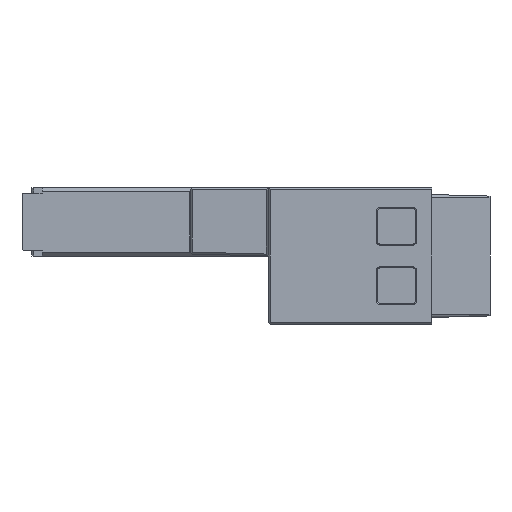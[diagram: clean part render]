
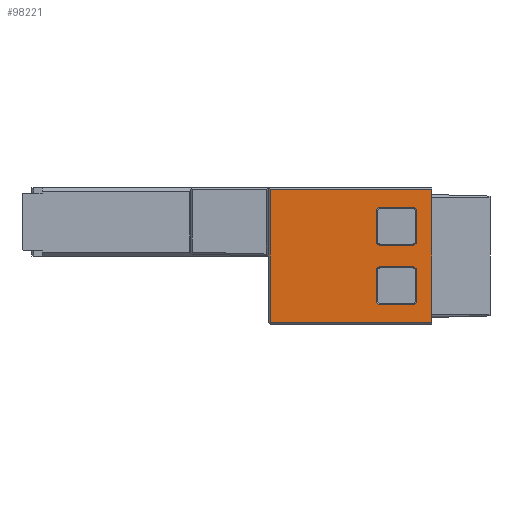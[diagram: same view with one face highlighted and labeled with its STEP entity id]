
A CAD part, left-side view. The second image highlights one B-rep face of the part: STEP entity #98221.
In plain terms, the highlighted face is planar.
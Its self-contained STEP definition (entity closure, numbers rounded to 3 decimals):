
#26246=DIRECTION('',(0.,0.,-1.));
#26247=VECTOR('',#26246,35.);
#26248=CARTESIAN_POINT('',(122.25,-43.,17.5));
#26249=LINE('',#26248,#26247);
#48952=CARTESIAN_POINT('',(122.25,-29.7,4.05));
#48953=DIRECTION('',(-1.,0.,0.));
#48954=DIRECTION('',(0.,1.,0.));
#48955=AXIS2_PLACEMENT_3D('',#48952,#48953,#48954);
#48957=DIRECTION('',(0.,0.,-1.));
#48958=VECTOR('',#48957,7.5);
#48959=CARTESIAN_POINT('',(122.25,-28.4,11.55));
#48960=LINE('',#48959,#48958);
#48961=CARTESIAN_POINT('',(122.25,-29.7,11.55));
#48962=DIRECTION('',(-1.,0.,0.));
#48963=DIRECTION('',(0.,0.,1.));
#48964=AXIS2_PLACEMENT_3D('',#48961,#48962,#48963);
#48966=DIRECTION('',(0.,1.,0.));
#48967=VECTOR('',#48966,8.1);
#48968=CARTESIAN_POINT('',(122.25,-37.8,12.85));
#48969=LINE('',#48968,#48967);
#48970=CARTESIAN_POINT('',(122.25,-37.8,11.55));
#48971=DIRECTION('',(-1.,0.,0.));
#48972=DIRECTION('',(0.,-1.,0.));
#48973=AXIS2_PLACEMENT_3D('',#48970,#48971,#48972);
#48975=DIRECTION('',(0.,0.,1.));
#48976=VECTOR('',#48975,7.5);
#48977=CARTESIAN_POINT('',(122.25,-39.1,4.05));
#48978=LINE('',#48977,#48976);
#48979=CARTESIAN_POINT('',(122.25,-37.8,4.05));
#48980=DIRECTION('',(-1.,0.,0.));
#48981=DIRECTION('',(0.,0.,-1.));
#48982=AXIS2_PLACEMENT_3D('',#48979,#48980,#48981);
#48984=DIRECTION('',(0.,-1.,0.));
#48985=VECTOR('',#48984,8.1);
#48986=CARTESIAN_POINT('',(122.25,-29.7,2.75));
#48987=LINE('',#48986,#48985);
#48988=CARTESIAN_POINT('',(122.25,-29.7,-11.55));
#48989=DIRECTION('',(-1.,0.,0.));
#48990=DIRECTION('',(0.,1.,0.));
#48991=AXIS2_PLACEMENT_3D('',#48988,#48989,#48990);
#48993=DIRECTION('',(0.,0.,-1.));
#48994=VECTOR('',#48993,7.5);
#48995=CARTESIAN_POINT('',(122.25,-28.4,-4.05));
#48996=LINE('',#48995,#48994);
#48997=CARTESIAN_POINT('',(122.25,-29.7,-4.05));
#48998=DIRECTION('',(-1.,0.,0.));
#48999=DIRECTION('',(0.,0.,1.));
#49000=AXIS2_PLACEMENT_3D('',#48997,#48998,#48999);
#49002=DIRECTION('',(0.,1.,0.));
#49003=VECTOR('',#49002,8.1);
#49004=CARTESIAN_POINT('',(122.25,-37.8,-2.75));
#49005=LINE('',#49004,#49003);
#49006=CARTESIAN_POINT('',(122.25,-37.8,-4.05));
#49007=DIRECTION('',(-1.,0.,0.));
#49008=DIRECTION('',(0.,-1.,0.));
#49009=AXIS2_PLACEMENT_3D('',#49006,#49007,#49008);
#49011=DIRECTION('',(0.,0.,1.));
#49012=VECTOR('',#49011,7.5);
#49013=CARTESIAN_POINT('',(122.25,-39.1,-11.55));
#49014=LINE('',#49013,#49012);
#49015=CARTESIAN_POINT('',(122.25,-37.8,-11.55));
#49016=DIRECTION('',(-1.,0.,0.));
#49017=DIRECTION('',(0.,0.,-1.));
#49018=AXIS2_PLACEMENT_3D('',#49015,#49016,#49017);
#49020=DIRECTION('',(0.,-1.,0.));
#49021=VECTOR('',#49020,8.1);
#49022=CARTESIAN_POINT('',(122.25,-29.7,-12.85));
#49023=LINE('',#49022,#49021);
#49024=DIRECTION('',(0.,-1.,0.));
#49025=VECTOR('',#49024,42.5);
#49026=CARTESIAN_POINT('',(122.25,-0.5,-17.5));
#49027=LINE('',#49026,#49025);
#49028=DIRECTION('',(0.,-1.,0.));
#49029=VECTOR('',#49028,42.5);
#49030=CARTESIAN_POINT('',(122.25,-0.5,17.5));
#49031=LINE('',#49030,#49029);
#49032=DIRECTION('',(0.,0.,-1.));
#49033=VECTOR('',#49032,35.);
#49034=CARTESIAN_POINT('',(122.25,-0.5,17.5));
#49035=LINE('',#49034,#49033);
#62477=CARTESIAN_POINT('',(122.25,-43.,-17.5));
#62479=VERTEX_POINT('',#62477);
#62480=CARTESIAN_POINT('',(122.25,-0.5,-17.5));
#62481=VERTEX_POINT('',#62480);
#62482=CARTESIAN_POINT('',(122.25,-0.5,17.5));
#62483=VERTEX_POINT('',#62482);
#62484=CARTESIAN_POINT('',(122.25,-43.,17.5));
#62485=VERTEX_POINT('',#62484);
#63056=CARTESIAN_POINT('',(122.25,-28.4,4.05));
#63057=CARTESIAN_POINT('',(122.25,-29.7,2.75));
#63058=VERTEX_POINT('',#63056);
#63059=VERTEX_POINT('',#63057);
#63064=CARTESIAN_POINT('',(122.25,-37.8,2.75));
#63065=VERTEX_POINT('',#63064);
#63068=CARTESIAN_POINT('',(122.25,-39.1,4.05));
#63069=VERTEX_POINT('',#63068);
#63072=CARTESIAN_POINT('',(122.25,-39.1,11.55));
#63073=VERTEX_POINT('',#63072);
#63076=CARTESIAN_POINT('',(122.25,-37.8,12.85));
#63077=VERTEX_POINT('',#63076);
#63080=CARTESIAN_POINT('',(122.25,-29.7,12.85));
#63081=VERTEX_POINT('',#63080);
#63084=CARTESIAN_POINT('',(122.25,-28.4,11.55));
#63085=VERTEX_POINT('',#63084);
#63088=CARTESIAN_POINT('',(122.25,-28.4,-11.55));
#63089=CARTESIAN_POINT('',(122.25,-29.7,-12.85));
#63090=VERTEX_POINT('',#63088);
#63091=VERTEX_POINT('',#63089);
#63096=CARTESIAN_POINT('',(122.25,-37.8,-12.85));
#63097=VERTEX_POINT('',#63096);
#63100=CARTESIAN_POINT('',(122.25,-39.1,-11.55));
#63101=VERTEX_POINT('',#63100);
#63104=CARTESIAN_POINT('',(122.25,-39.1,-4.05));
#63105=VERTEX_POINT('',#63104);
#63108=CARTESIAN_POINT('',(122.25,-37.8,-2.75));
#63109=VERTEX_POINT('',#63108);
#63112=CARTESIAN_POINT('',(122.25,-29.7,-2.75));
#63113=VERTEX_POINT('',#63112);
#63116=CARTESIAN_POINT('',(122.25,-28.4,-4.05));
#63117=VERTEX_POINT('',#63116);
#98173=CARTESIAN_POINT('',(122.25,0.,18.));
#98174=DIRECTION('',(1.,0.,0.));
#98175=DIRECTION('',(0.,0.,-1.));
#98176=AXIS2_PLACEMENT_3D('',#98173,#98174,#98175);
#98177=PLANE('',#98176);
#98178=ORIENTED_EDGE('',*,*,#73963,.T.);
#98179=ORIENTED_EDGE('',*,*,#73983,.F.);
#98181=ORIENTED_EDGE('',*,*,#98180,.F.);
#98183=ORIENTED_EDGE('',*,*,#98182,.T.);
#98184=EDGE_LOOP('',(#98178,#98179,#98181,#98183));
#98185=FACE_OUTER_BOUND('',#98184,.F.);
#98187=ORIENTED_EDGE('',*,*,#98186,.F.);
#98189=ORIENTED_EDGE('',*,*,#98188,.F.);
#98191=ORIENTED_EDGE('',*,*,#98190,.F.);
#98193=ORIENTED_EDGE('',*,*,#98192,.F.);
#98195=ORIENTED_EDGE('',*,*,#98194,.F.);
#98197=ORIENTED_EDGE('',*,*,#98196,.F.);
#98199=ORIENTED_EDGE('',*,*,#98198,.F.);
#98201=ORIENTED_EDGE('',*,*,#98200,.F.);
#98202=EDGE_LOOP('',(#98187,#98189,#98191,#98193,#98195,#98197,#98199,#98201));
#98203=FACE_BOUND('',#98202,.F.);
#98205=ORIENTED_EDGE('',*,*,#98204,.F.);
#98207=ORIENTED_EDGE('',*,*,#98206,.F.);
#98209=ORIENTED_EDGE('',*,*,#98208,.F.);
#98211=ORIENTED_EDGE('',*,*,#98210,.F.);
#98213=ORIENTED_EDGE('',*,*,#98212,.F.);
#98215=ORIENTED_EDGE('',*,*,#98214,.F.);
#98217=ORIENTED_EDGE('',*,*,#98216,.F.);
#98218=ORIENTED_EDGE('',*,*,#98163,.F.);
#98219=EDGE_LOOP('',(#98205,#98207,#98209,#98211,#98213,#98215,#98217,#98218));
#98220=FACE_BOUND('',#98219,.F.);
#48956=CIRCLE('',#48955,1.3);
#48965=CIRCLE('',#48964,1.3);
#48974=CIRCLE('',#48973,1.3);
#48983=CIRCLE('',#48982,1.3);
#48992=CIRCLE('',#48991,1.3);
#49001=CIRCLE('',#49000,1.3);
#49010=CIRCLE('',#49009,1.3);
#49019=CIRCLE('',#49018,1.3);
#73963=EDGE_CURVE('',#62481,#62479,#49027,.T.);
#73983=EDGE_CURVE('',#62485,#62479,#26249,.T.);
#98163=EDGE_CURVE('',#63059,#63065,#48987,.T.);
#98180=EDGE_CURVE('',#62483,#62485,#49031,.T.);
#98182=EDGE_CURVE('',#62483,#62481,#49035,.T.);
#98186=EDGE_CURVE('',#63090,#63091,#48992,.T.);
#98188=EDGE_CURVE('',#63117,#63090,#48996,.T.);
#98190=EDGE_CURVE('',#63113,#63117,#49001,.T.);
#98192=EDGE_CURVE('',#63109,#63113,#49005,.T.);
#98194=EDGE_CURVE('',#63105,#63109,#49010,.T.);
#98196=EDGE_CURVE('',#63101,#63105,#49014,.T.);
#98198=EDGE_CURVE('',#63097,#63101,#49019,.T.);
#98200=EDGE_CURVE('',#63091,#63097,#49023,.T.);
#98204=EDGE_CURVE('',#63058,#63059,#48956,.T.);
#98206=EDGE_CURVE('',#63085,#63058,#48960,.T.);
#98208=EDGE_CURVE('',#63081,#63085,#48965,.T.);
#98210=EDGE_CURVE('',#63077,#63081,#48969,.T.);
#98212=EDGE_CURVE('',#63073,#63077,#48974,.T.);
#98214=EDGE_CURVE('',#63069,#63073,#48978,.T.);
#98216=EDGE_CURVE('',#63065,#63069,#48983,.T.);
#98221=ADVANCED_FACE('',(#98185,#98203,#98220),#98177,.T.);
